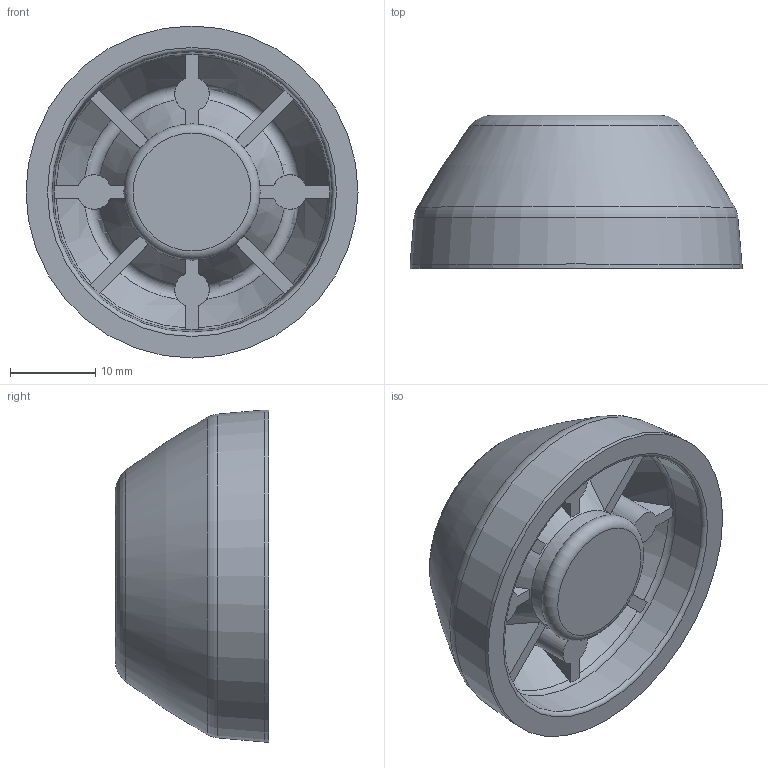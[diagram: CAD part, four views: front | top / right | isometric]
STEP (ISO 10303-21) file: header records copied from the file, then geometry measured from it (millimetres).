
FILE_DESCRIPTION(/* description */ ('STEP AP214'),/* implementation_level */ '2;1');
FILE_NAME(/* name */ '098D040KS06',/* time_stamp */ '2023-02-28T12:09:58+01:00',/* author */ ('License CC BY-ND 4.0'),/* organization */ ('CADENAS'),/* preprocessor_version */ 'ST-DEVELOPER v18.102',/* originating_system */ 'PARTsolutions',/* authorisation */ ' ');
FILE_SCHEMA (('AUTOMOTIVE_DESIGN {1 0 10303 214 3 1 1}'));
Length unit declared in the file: millimetre
Products named in the file (1): 098D040KS06
Bounding box: 39 x 18 x 39 mm (x, y, z)
Volume: 9628.5 mm3; surface area: 5724.8 mm2
Topology: 1 solids, 1 shells, 73 faces, 202 edges, 132 vertices
Faces by surface type: plane 35, torus 15, cone 12, cylinder 10, sphere 1
Full cylindrical faces by diameter (mm): 15 x1, 39 x1
Entity records: 2362 total; most frequent: CARTESIAN_POINT 656, ORIENTED_EDGE 366, DIRECTION 314, EDGE_CURVE 183, AXIS2_PLACEMENT_3D 137, VERTEX_POINT 127, EDGE_LOOP 88, FACE_BOUND 88
